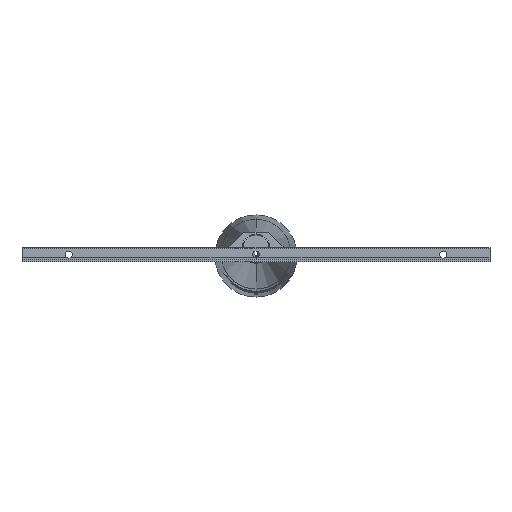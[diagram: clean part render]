
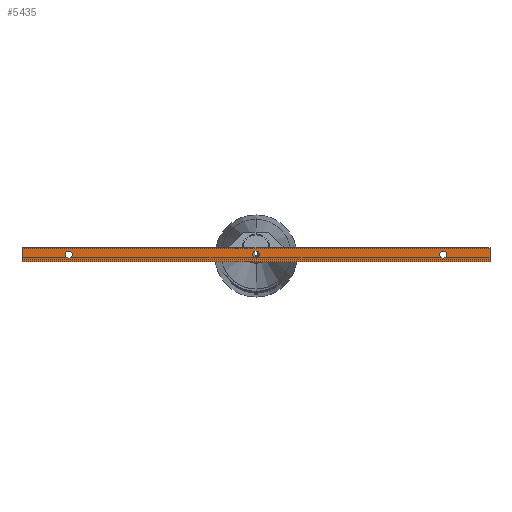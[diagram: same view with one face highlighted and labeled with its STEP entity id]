
A CAD part, top view. The second image highlights one B-rep face of the part: STEP entity #5435.
In plain terms, the highlighted face is planar.
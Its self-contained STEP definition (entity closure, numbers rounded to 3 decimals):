
#102 = VERTEX_POINT ( 'NONE', #5412 ) ;
#173 = PLANE ( 'NONE',  #7249 ) ;
#504 = AXIS2_PLACEMENT_3D ( 'NONE', #5922, #926, #6785 ) ;
#648 = ORIENTED_EDGE ( 'NONE', *, *, #2011, .T. ) ;
#669 = EDGE_CURVE ( 'NONE', #102, #3413, #891, .T. ) ;
#768 = CARTESIAN_POINT ( 'NONE',  ( 22.5, 80., -600. ) ) ;
#891 = CIRCLE ( 'NONE', #5082, 11. ) ;
#926 = DIRECTION ( 'NONE',  ( 0., 1., 0. ) ) ;
#985 = CARTESIAN_POINT ( 'NONE',  ( 45., 80., -750. ) ) ;
#1011 = EDGE_CURVE ( 'NONE', #8534, #8157, #10152, .T. ) ;
#1185 = CARTESIAN_POINT ( 'NONE',  ( 22.5, 80., 0. ) ) ;
#1245 = DIRECTION ( 'NONE',  ( 1., 0., 0. ) ) ;
#1372 = VERTEX_POINT ( 'NONE', #2219 ) ;
#1378 = ORIENTED_EDGE ( 'NONE', *, *, #669, .F. ) ;
#1380 = CARTESIAN_POINT ( 'NONE',  ( 0., 80., 750. ) ) ;
#1759 = EDGE_LOOP ( 'NONE', ( #1965, #5948 ) ) ;
#1965 = ORIENTED_EDGE ( 'NONE', *, *, #3335, .T. ) ;
#2001 = EDGE_CURVE ( 'NONE', #1372, #7528, #7848, .T. ) ;
#2011 = EDGE_CURVE ( 'NONE', #2180, #2495, #7401, .T. ) ;
#2151 = EDGE_CURVE ( 'NONE', #7528, #1372, #6283, .T. ) ;
#2180 = VERTEX_POINT ( 'NONE', #10389 ) ;
#2203 = DIRECTION ( 'NONE',  ( -1., 0., 0. ) ) ;
#2219 = CARTESIAN_POINT ( 'NONE',  ( 33.5, 80., -600. ) ) ;
#2220 = LINE ( 'NONE', #9618, #5491 ) ;
#2325 = FACE_BOUND ( 'NONE', #9312, .T. ) ;
#2425 = CARTESIAN_POINT ( 'NONE',  ( 11.5, 80., -600. ) ) ;
#2467 = DIRECTION ( 'NONE',  ( 0., 0., -1. ) ) ;
#2495 = VERTEX_POINT ( 'NONE', #10724 ) ;
#2582 = ORIENTED_EDGE ( 'NONE', *, *, #5566, .F. ) ;
#2641 = DIRECTION ( 'NONE',  ( -1., 0., 0. ) ) ;
#2648 = CARTESIAN_POINT ( 'NONE',  ( 45., 80., 750. ) ) ;
#2692 = ORIENTED_EDGE ( 'NONE', *, *, #2151, .F. ) ;
#2734 = DIRECTION ( 'NONE',  ( 1., 0., 0. ) ) ;
#2876 = AXIS2_PLACEMENT_3D ( 'NONE', #3035, #9709, #2203 ) ;
#3035 = CARTESIAN_POINT ( 'NONE',  ( 22.5, 80., 0. ) ) ;
#3094 = VERTEX_POINT ( 'NONE', #5713 ) ;
#3210 = VECTOR ( 'NONE', #6655, 1000. ) ;
#3335 = EDGE_CURVE ( 'NONE', #8157, #8534, #5309, .T. ) ;
#3413 = VERTEX_POINT ( 'NONE', #6247 ) ;
#3503 = ORIENTED_EDGE ( 'NONE', *, *, #4723, .F. ) ;
#3838 = VECTOR ( 'NONE', #2467, 1000. ) ;
#4269 = LINE ( 'NONE', #985, #8092 ) ;
#4323 = ORIENTED_EDGE ( 'NONE', *, *, #2001, .F. ) ;
#4583 = ORIENTED_EDGE ( 'NONE', *, *, #9335, .T. ) ;
#4723 = EDGE_CURVE ( 'NONE', #10064, #3094, #2220, .T. ) ;
#4786 = CIRCLE ( 'NONE', #2876, 11. ) ;
#5068 = CARTESIAN_POINT ( 'NONE',  ( 11.5, 80., 600. ) ) ;
#5082 = AXIS2_PLACEMENT_3D ( 'NONE', #1185, #8435, #2641 ) ;
#5129 = EDGE_LOOP ( 'NONE', ( #4583, #3503, #8819, #648 ) ) ;
#5309 = CIRCLE ( 'NONE', #8996, 11. ) ;
#5412 = CARTESIAN_POINT ( 'NONE',  ( 33.5, 80., 0. ) ) ;
#5435 = ADVANCED_FACE ( 'NONE', ( #9832, #2325, #5675, #9016 ), #173, .F. ) ;
#5491 = VECTOR ( 'NONE', #7256, 1000. ) ;
#5566 = EDGE_CURVE ( 'NONE', #3413, #102, #4786, .T. ) ;
#5675 = FACE_OUTER_BOUND ( 'NONE', #5129, .T. ) ;
#5713 = CARTESIAN_POINT ( 'NONE',  ( 0., 80., -750. ) ) ;
#5767 = DIRECTION ( 'NONE',  ( -1., 0., 0. ) ) ;
#5789 = LINE ( 'NONE', #10809, #3210 ) ;
#5922 = CARTESIAN_POINT ( 'NONE',  ( 22.5, 80., -600. ) ) ;
#5948 = ORIENTED_EDGE ( 'NONE', *, *, #1011, .T. ) ;
#6208 = EDGE_LOOP ( 'NONE', ( #2582, #1378 ) ) ;
#6247 = CARTESIAN_POINT ( 'NONE',  ( 11.5, 80., 0. ) ) ;
#6283 = CIRCLE ( 'NONE', #504, 11. ) ;
#6655 = DIRECTION ( 'NONE',  ( -1., 0., 0. ) ) ;
#6680 = DIRECTION ( 'NONE',  ( 0., 1., 0. ) ) ;
#6785 = DIRECTION ( 'NONE',  ( -1., 0., 0. ) ) ;
#6806 = DIRECTION ( 'NONE',  ( 0., -1., 0. ) ) ;
#6828 = AXIS2_PLACEMENT_3D ( 'NONE', #9470, #6889, #2734 ) ;
#6889 = DIRECTION ( 'NONE',  ( 0., -1., 0. ) ) ;
#6919 = CARTESIAN_POINT ( 'NONE',  ( 33.5, 80., 600. ) ) ;
#7249 = AXIS2_PLACEMENT_3D ( 'NONE', #2648, #6806, #7797 ) ;
#7256 = DIRECTION ( 'NONE',  ( 0., 0., -1. ) ) ;
#7345 = CARTESIAN_POINT ( 'NONE',  ( 45., 80., 750. ) ) ;
#7401 = LINE ( 'NONE', #7345, #3838 ) ;
#7528 = VERTEX_POINT ( 'NONE', #2425 ) ;
#7619 = DIRECTION ( 'NONE',  ( -1., 0., 0. ) ) ;
#7797 = DIRECTION ( 'NONE',  ( 1., 0., 0. ) ) ;
#7848 = CIRCLE ( 'NONE', #10469, 11. ) ;
#8092 = VECTOR ( 'NONE', #7619, 1000. ) ;
#8157 = VERTEX_POINT ( 'NONE', #5068 ) ;
#8435 = DIRECTION ( 'NONE',  ( 0., 1., 0. ) ) ;
#8461 = EDGE_CURVE ( 'NONE', #2180, #10064, #5789, .T. ) ;
#8534 = VERTEX_POINT ( 'NONE', #6919 ) ;
#8819 = ORIENTED_EDGE ( 'NONE', *, *, #8461, .F. ) ;
#8913 = CARTESIAN_POINT ( 'NONE',  ( 22.5, 80., 600. ) ) ;
#8996 = AXIS2_PLACEMENT_3D ( 'NONE', #8913, #9799, #1245 ) ;
#9016 = FACE_BOUND ( 'NONE', #1759, .T. ) ;
#9312 = EDGE_LOOP ( 'NONE', ( #2692, #4323 ) ) ;
#9335 = EDGE_CURVE ( 'NONE', #2495, #3094, #4269, .T. ) ;
#9470 = CARTESIAN_POINT ( 'NONE',  ( 22.5, 80., 600. ) ) ;
#9618 = CARTESIAN_POINT ( 'NONE',  ( 0., 80., 750. ) ) ;
#9709 = DIRECTION ( 'NONE',  ( 0., 1., 0. ) ) ;
#9799 = DIRECTION ( 'NONE',  ( 0., -1., 0. ) ) ;
#9832 = FACE_BOUND ( 'NONE', #6208, .T. ) ;
#10064 = VERTEX_POINT ( 'NONE', #1380 ) ;
#10152 = CIRCLE ( 'NONE', #6828, 11. ) ;
#10389 = CARTESIAN_POINT ( 'NONE',  ( 45., 80., 750. ) ) ;
#10469 = AXIS2_PLACEMENT_3D ( 'NONE', #768, #6680, #5767 ) ;
#10724 = CARTESIAN_POINT ( 'NONE',  ( 45., 80., -750. ) ) ;
#10809 = CARTESIAN_POINT ( 'NONE',  ( 45., 80., 750. ) ) ;
